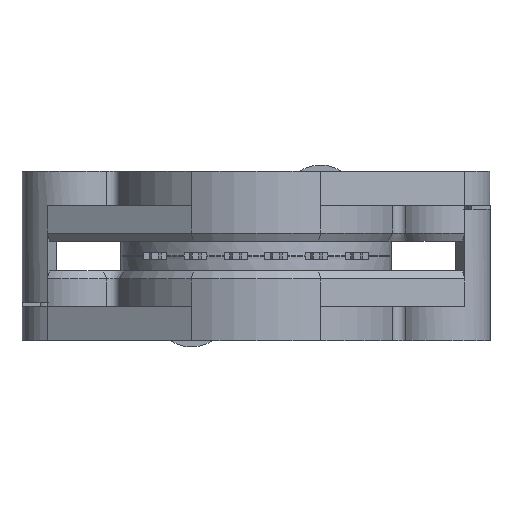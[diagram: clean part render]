
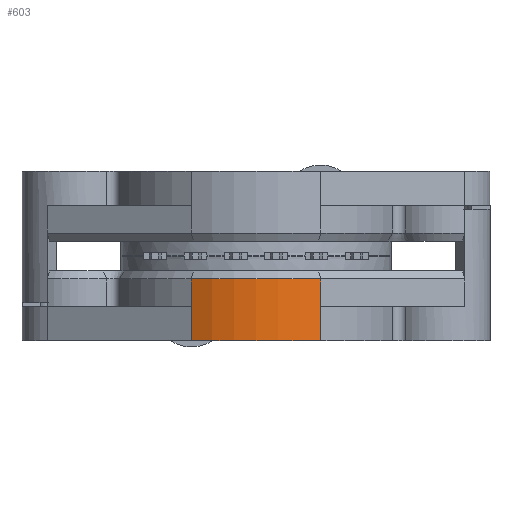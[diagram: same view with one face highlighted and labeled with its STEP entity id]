
A CAD part, front view. The second image highlights one B-rep face of the part: STEP entity #603.
In plain terms, the highlighted cylindrical face has radius 8.15 mm (diameter 16.3 mm), a partial arc.
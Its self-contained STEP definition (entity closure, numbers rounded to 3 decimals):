
#88 = VERTEX_POINT ( 'NONE', #7686 ) ;
#91 = VERTEX_POINT ( 'NONE', #1395 ) ;
#200 = DIRECTION ( 'NONE',  ( 0., 0., 1. ) ) ;
#452 = CARTESIAN_POINT ( 'NONE',  ( 4.075, 4.332, -5.335 ) ) ;
#603 = ADVANCED_FACE ( 'NONE', ( #3489 ), #5370, .T. ) ;
#612 = CIRCLE ( 'NONE', #7700, 8.15 ) ;
#981 = LINE ( 'NONE', #7841, #1566 ) ;
#1160 = LINE ( 'NONE', #452, #3506 ) ;
#1172 = CARTESIAN_POINT ( 'NONE',  ( -4.075, 4.332, -5.335 ) ) ;
#1333 = CARTESIAN_POINT ( 'NONE',  ( 0., 11.391, -5.335 ) ) ;
#1395 = CARTESIAN_POINT ( 'NONE',  ( 4.075, 4.332, -3.192 ) ) ;
#1406 = AXIS2_PLACEMENT_3D ( 'NONE', #4756, #1715, #1842 ) ;
#1563 = CARTESIAN_POINT ( 'NONE',  ( 0., 11.391, -1.442 ) ) ;
#1566 = VECTOR ( 'NONE', #200, 1000. ) ;
#1635 = EDGE_CURVE ( 'NONE', #5007, #2926, #3245, .T. ) ;
#1715 = DIRECTION ( 'NONE',  ( 0., 0., 1. ) ) ;
#1792 = CARTESIAN_POINT ( 'NONE',  ( 4.075, 4.332, -1.442 ) ) ;
#1842 = DIRECTION ( 'NONE',  ( 1., 0., 0. ) ) ;
#2730 = DIRECTION ( 'NONE',  ( -1., 0., 0. ) ) ;
#2926 = VERTEX_POINT ( 'NONE', #7377 ) ;
#2994 = ORIENTED_EDGE ( 'NONE', *, *, #7704, .F. ) ;
#3189 = EDGE_CURVE ( 'NONE', #5529, #2926, #612, .T. ) ;
#3245 = LINE ( 'NONE', #5208, #5176 ) ;
#3342 = EDGE_CURVE ( 'NONE', #88, #91, #1160, .T. ) ;
#3489 = FACE_OUTER_BOUND ( 'NONE', #6834, .T. ) ;
#3506 = VECTOR ( 'NONE', #4196, 1000. ) ;
#3543 = DIRECTION ( 'NONE',  ( 0., 0., -1. ) ) ;
#3966 = DIRECTION ( 'NONE',  ( 0., 0., 1. ) ) ;
#4103 = CARTESIAN_POINT ( 'NONE',  ( -4.075, 4.332, -3.192 ) ) ;
#4196 = DIRECTION ( 'NONE',  ( 0., 0., 1. ) ) ;
#4494 = CARTESIAN_POINT ( 'NONE',  ( 4.075, 4.332, -3.192 ) ) ;
#4510 = CIRCLE ( 'NONE', #5296, 8.15 ) ;
#4756 = CARTESIAN_POINT ( 'NONE',  ( 0., 11.391, -5.335 ) ) ;
#4775 = ORIENTED_EDGE ( 'NONE', *, *, #1635, .F. ) ;
#4961 = EDGE_CURVE ( 'NONE', #5812, #5007, #981, .T. ) ;
#5007 = VERTEX_POINT ( 'NONE', #4103 ) ;
#5121 = ORIENTED_EDGE ( 'NONE', *, *, #4961, .F. ) ;
#5176 = VECTOR ( 'NONE', #5746, 1000. ) ;
#5208 = CARTESIAN_POINT ( 'NONE',  ( -4.075, 4.332, -13.947 ) ) ;
#5296 = AXIS2_PLACEMENT_3D ( 'NONE', #1333, #7125, #2730 ) ;
#5370 = CYLINDRICAL_SURFACE ( 'NONE', #1406, 8.15 ) ;
#5529 = VERTEX_POINT ( 'NONE', #1792 ) ;
#5746 = DIRECTION ( 'NONE',  ( 0., 0., 1. ) ) ;
#5812 = VERTEX_POINT ( 'NONE', #1172 ) ;
#6040 = DIRECTION ( 'NONE',  ( 1., 0., 0. ) ) ;
#6077 = VECTOR ( 'NONE', #3966, 1000. ) ;
#6834 = EDGE_LOOP ( 'NONE', ( #7779, #8133, #4775, #5121, #2994, #7984 ) ) ;
#7042 = LINE ( 'NONE', #4494, #6077 ) ;
#7125 = DIRECTION ( 'NONE',  ( 0., 0., -1. ) ) ;
#7377 = CARTESIAN_POINT ( 'NONE',  ( -4.075, 4.332, -1.442 ) ) ;
#7658 = EDGE_CURVE ( 'NONE', #91, #5529, #7042, .T. ) ;
#7686 = CARTESIAN_POINT ( 'NONE',  ( 4.075, 4.332, -5.335 ) ) ;
#7700 = AXIS2_PLACEMENT_3D ( 'NONE', #1563, #3543, #6040 ) ;
#7704 = EDGE_CURVE ( 'NONE', #88, #5812, #4510, .T. ) ;
#7779 = ORIENTED_EDGE ( 'NONE', *, *, #7658, .T. ) ;
#7841 = CARTESIAN_POINT ( 'NONE',  ( -4.075, 4.332, -5.335 ) ) ;
#7984 = ORIENTED_EDGE ( 'NONE', *, *, #3342, .T. ) ;
#8133 = ORIENTED_EDGE ( 'NONE', *, *, #3189, .T. ) ;
